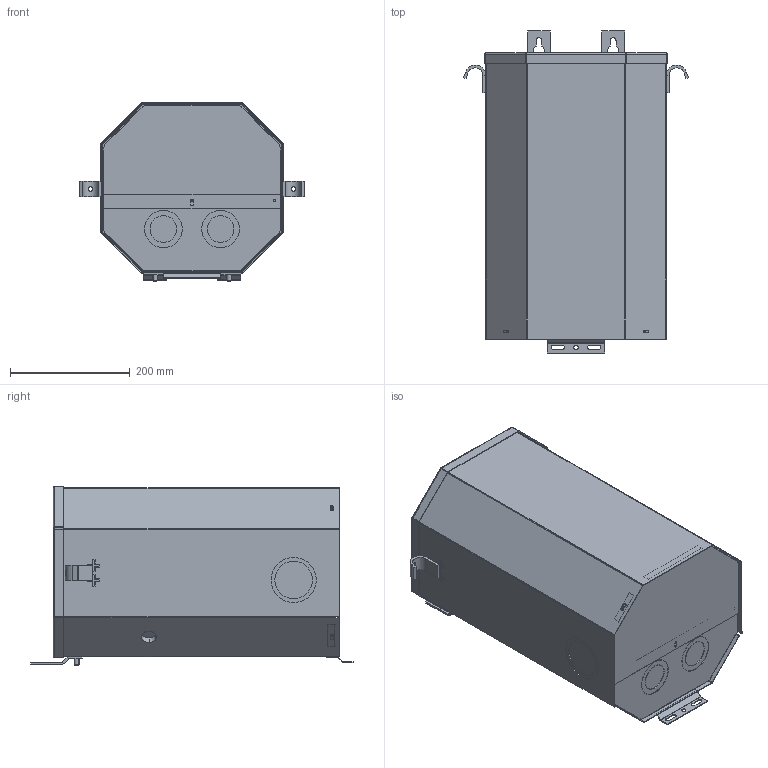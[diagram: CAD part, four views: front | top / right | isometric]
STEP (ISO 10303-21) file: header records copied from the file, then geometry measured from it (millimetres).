
FILE_DESCRIPTION (( 'STEP AP214' ), '1' );
FILE_NAME ('T213079.STEP', '2017-10-31T18:23:40', ( '' ), ( '' ), 'SwSTEP 2.0', 'SolidWorks 2017', '' );
FILE_SCHEMA (( 'AUTOMOTIVE_DESIGN' ));
Length unit declared in the file: inch
Products named in the file (12): A  2-702303-; C  2-700196-; A  1-85784-; T213079; D  8-700087-  F; A   -700716-; D  8-700087-; C  2-700197-; C  2-700198-; D  8-700087-  R; A  1-115443-; A  8-1430301-
Assembly tree (14 placements, depth 3):
  T213079
    D  8-700087-
      D  8-700087-  F
      A  1-85784-  x2
      A  2-702303-
      D  8-700087-  R
      C  2-700196-
      A  8-1430301-  x2
    A   -700716-
    A  1-115443-  x2
    C  2-700198-
    C  2-700197-
Bounding box: 374.85 x 537.15 x 298.81 mm (x, y, z)
Volume: 910832 mm3; surface area: 1413144.8 mm2
Topology: 13 solids, 13 shells, 623 faces, 1463 edges, 896 vertices
Faces by surface type: plane 406, cylinder 181, bspline 20, cone 12, torus 4
Entity records: 17772 total; most frequent: CARTESIAN_POINT 3879, DIRECTION 2776, ORIENTED_EDGE 2696, EDGE_CURVE 1348, VECTOR 982, LINE 982, AXIS2_PLACEMENT_3D 897, VERTEX_POINT 828
